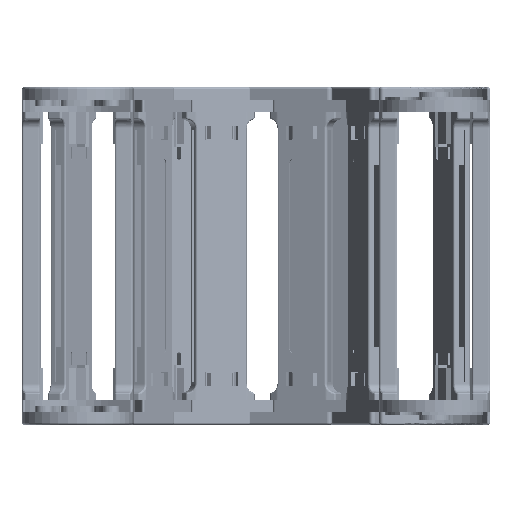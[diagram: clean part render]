
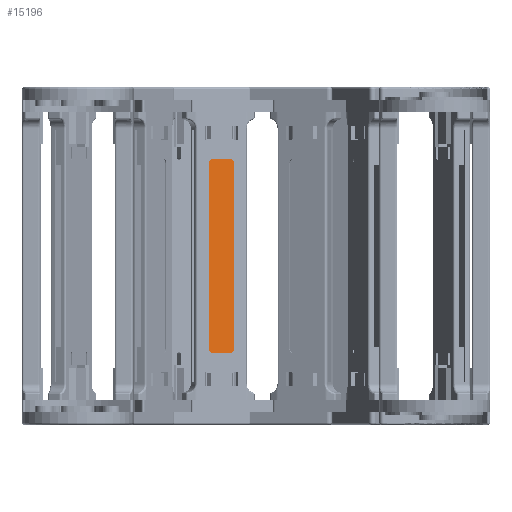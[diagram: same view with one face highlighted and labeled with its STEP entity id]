
A CAD part, left-side view. The second image highlights one B-rep face of the part: STEP entity #15196.
In plain terms, the highlighted face is planar.
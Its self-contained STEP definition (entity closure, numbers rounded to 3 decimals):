
#1123 = EDGE_CURVE ( 'NONE', #32462, #26860, #3529, .T. ) ;
#1455 = CARTESIAN_POINT ( 'NONE',  ( -79.23, 30.497, -42.151 ) ) ;
#1737 = CARTESIAN_POINT ( 'NONE',  ( -76.715, 30.497, -145.809 ) ) ;
#1771 = CIRCLE ( 'NONE', #22971, 2.515 ) ;
#2094 = CARTESIAN_POINT ( 'NONE',  ( -76.715, 30.497, -39.636 ) ) ;
#2674 = CARTESIAN_POINT ( 'NONE',  ( -76.715, 30.497, -148.324 ) ) ;
#3529 = LINE ( 'NONE', #21310, #10755 ) ;
#3539 = ORIENTED_EDGE ( 'NONE', *, *, #14630, .F. ) ;
#3565 = CARTESIAN_POINT ( 'NONE',  ( -66.655, 30.497, -39.636 ) ) ;
#4162 = DIRECTION ( 'NONE',  ( 0., 0., 1. ) ) ;
#5575 = ORIENTED_EDGE ( 'NONE', *, *, #1123, .F. ) ;
#6012 = DIRECTION ( 'NONE',  ( 0., 0., 1. ) ) ;
#6428 = EDGE_CURVE ( 'NONE', #22236, #23538, #9682, .T. ) ;
#8850 = AXIS2_PLACEMENT_3D ( 'NONE', #34576, #15797, #29190 ) ;
#9569 = CARTESIAN_POINT ( 'NONE',  ( -64.14, 30.497, -145.789 ) ) ;
#9682 = LINE ( 'NONE', #9569, #18663 ) ;
#9840 = EDGE_LOOP ( 'NONE', ( #30266, #29424, #23369, #3539, #24325, #20463, #5575, #33206 ) ) ;
#9853 = DIRECTION ( 'NONE',  ( -1., 0., 0. ) ) ;
#10755 = VECTOR ( 'NONE', #18592, 1000. ) ;
#10810 = CARTESIAN_POINT ( 'NONE',  ( -64.14, 30.497, -145.809 ) ) ;
#13106 = CIRCLE ( 'NONE', #23081, 2.515 ) ;
#13137 = LINE ( 'NONE', #2094, #28868 ) ;
#13766 = VERTEX_POINT ( 'NONE', #1455 ) ;
#14202 = EDGE_CURVE ( 'NONE', #32233, #32462, #34199, .T. ) ;
#14525 = DIRECTION ( 'NONE',  ( 0., -1., 0. ) ) ;
#14630 = EDGE_CURVE ( 'NONE', #23538, #19844, #1771, .T. ) ;
#15196 = ADVANCED_FACE ( 'NONE', ( #30279 ), #30414, .F. ) ;
#15644 = CARTESIAN_POINT ( 'NONE',  ( -66.655, 30.497, -42.151 ) ) ;
#15700 = VECTOR ( 'NONE', #32331, 1000. ) ;
#15797 = DIRECTION ( 'NONE',  ( 0., -1., 0. ) ) ;
#17002 = CARTESIAN_POINT ( 'NONE',  ( -66.655, 30.497, -148.324 ) ) ;
#17154 = CARTESIAN_POINT ( 'NONE',  ( -66.655, 30.497, -145.809 ) ) ;
#18359 = EDGE_CURVE ( 'NONE', #19872, #13766, #30980, .T. ) ;
#18592 = DIRECTION ( 'NONE',  ( 1., 0., 0. ) ) ;
#18663 = VECTOR ( 'NONE', #4162, 1000. ) ;
#19524 = DIRECTION ( 'NONE',  ( 0., -1., 0. ) ) ;
#19844 = VERTEX_POINT ( 'NONE', #3565 ) ;
#19872 = VERTEX_POINT ( 'NONE', #20036 ) ;
#19990 = DIRECTION ( 'NONE',  ( 0., 0., -1. ) ) ;
#20036 = CARTESIAN_POINT ( 'NONE',  ( -76.715, 30.497, -39.636 ) ) ;
#20463 = ORIENTED_EDGE ( 'NONE', *, *, #32065, .F. ) ;
#20683 = EDGE_CURVE ( 'NONE', #19844, #19872, #13137, .T. ) ;
#20876 = EDGE_CURVE ( 'NONE', #13766, #32233, #30119, .T. ) ;
#21310 = CARTESIAN_POINT ( 'NONE',  ( -76.715, 30.497, -148.324 ) ) ;
#21800 = CARTESIAN_POINT ( 'NONE',  ( -79.23, 30.497, -145.789 ) ) ;
#22236 = VERTEX_POINT ( 'NONE', #10810 ) ;
#22971 = AXIS2_PLACEMENT_3D ( 'NONE', #15644, #32007, #34659 ) ;
#23081 = AXIS2_PLACEMENT_3D ( 'NONE', #17154, #14525, #19990 ) ;
#23319 = CARTESIAN_POINT ( 'NONE',  ( -79.23, 30.497, -145.809 ) ) ;
#23369 = ORIENTED_EDGE ( 'NONE', *, *, #20683, .F. ) ;
#23538 = VERTEX_POINT ( 'NONE', #26410 ) ;
#24325 = ORIENTED_EDGE ( 'NONE', *, *, #6428, .F. ) ;
#26410 = CARTESIAN_POINT ( 'NONE',  ( -64.14, 30.497, -42.151 ) ) ;
#26860 = VERTEX_POINT ( 'NONE', #17002 ) ;
#27804 = CARTESIAN_POINT ( 'NONE',  ( -76.715, 30.497, -145.789 ) ) ;
#28868 = VECTOR ( 'NONE', #9853, 1000. ) ;
#29190 = DIRECTION ( 'NONE',  ( 0., 0., 1. ) ) ;
#29424 = ORIENTED_EDGE ( 'NONE', *, *, #18359, .F. ) ;
#30119 = LINE ( 'NONE', #21800, #15700 ) ;
#30266 = ORIENTED_EDGE ( 'NONE', *, *, #20876, .F. ) ;
#30279 = FACE_OUTER_BOUND ( 'NONE', #9840, .T. ) ;
#30414 = PLANE ( 'NONE',  #31570 ) ;
#30642 = AXIS2_PLACEMENT_3D ( 'NONE', #1737, #31462, #33993 ) ;
#30980 = CIRCLE ( 'NONE', #8850, 2.515 ) ;
#31462 = DIRECTION ( 'NONE',  ( 0., -1., 0. ) ) ;
#31570 = AXIS2_PLACEMENT_3D ( 'NONE', #27804, #19524, #6012 ) ;
#32007 = DIRECTION ( 'NONE',  ( 0., -1., 0. ) ) ;
#32065 = EDGE_CURVE ( 'NONE', #26860, #22236, #13106, .T. ) ;
#32233 = VERTEX_POINT ( 'NONE', #23319 ) ;
#32331 = DIRECTION ( 'NONE',  ( 0., 0., -1. ) ) ;
#32462 = VERTEX_POINT ( 'NONE', #2674 ) ;
#33206 = ORIENTED_EDGE ( 'NONE', *, *, #14202, .F. ) ;
#33993 = DIRECTION ( 'NONE',  ( 0., 0., 1. ) ) ;
#34199 = CIRCLE ( 'NONE', #30642, 2.515 ) ;
#34576 = CARTESIAN_POINT ( 'NONE',  ( -76.715, 30.497, -42.151 ) ) ;
#34659 = DIRECTION ( 'NONE',  ( 0., 0., 1. ) ) ;
